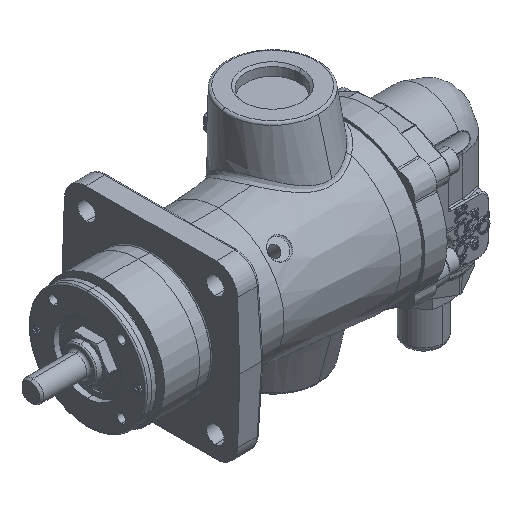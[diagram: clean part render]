
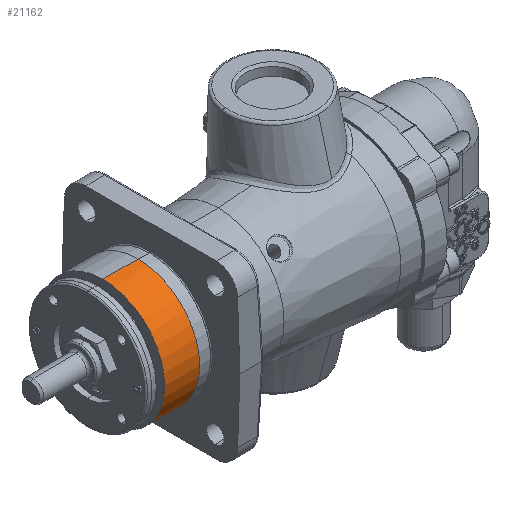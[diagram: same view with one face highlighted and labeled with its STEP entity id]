
A CAD part, isometric view. The second image highlights one B-rep face of the part: STEP entity #21162.
In plain terms, the highlighted cylindrical face has radius 36.5 mm (diameter 73 mm), a partial arc.
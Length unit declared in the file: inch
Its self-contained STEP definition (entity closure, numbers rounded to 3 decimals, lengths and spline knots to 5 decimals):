
#2747 = EDGE_CURVE ( 'NONE', #25457, #15643, #46501, .T. ) ;
#7774 = CARTESIAN_POINT ( 'NONE',  ( -6.3506, 0., 1.437 ) ) ;
#12941 = AXIS2_PLACEMENT_3D ( 'NONE', #25995, #65833, #31715 ) ;
#15643 = VERTEX_POINT ( 'NONE', #40162 ) ;
#15956 = VECTOR ( 'NONE', #47516, 39.37008 ) ;
#21162 = ADVANCED_FACE ( 'NONE', ( #24417 ), #42186, .T. ) ;
#22785 = CIRCLE ( 'NONE', #12941, 1.437 ) ;
#24118 = VERTEX_POINT ( 'NONE', #50149 ) ;
#24417 = FACE_OUTER_BOUND ( 'NONE', #57613, .T. ) ;
#25457 = VERTEX_POINT ( 'NONE', #60464 ) ;
#25995 = CARTESIAN_POINT ( 'NONE',  ( -4.87195, 0., 0. ) ) ;
#27161 = DIRECTION ( 'NONE',  ( 0., 0., 1. ) ) ;
#31715 = DIRECTION ( 'NONE',  ( 0., 0., 1. ) ) ;
#32020 = EDGE_CURVE ( 'NONE', #46070, #15643, #61328, .T. ) ;
#32211 = DIRECTION ( 'NONE',  ( -1., 0., 0. ) ) ;
#32595 = LINE ( 'NONE', #38450, #61040 ) ;
#34525 = EDGE_CURVE ( 'NONE', #24118, #46070, #22785, .T. ) ;
#38349 = DIRECTION ( 'NONE',  ( -1., 0., 0. ) ) ;
#38450 = CARTESIAN_POINT ( 'NONE',  ( -6.3506, 0., -1.437 ) ) ;
#40162 = CARTESIAN_POINT ( 'NONE',  ( -5.69, 0., 1.437 ) ) ;
#40535 = ORIENTED_EDGE ( 'NONE', *, *, #42305, .F. ) ;
#42186 = CYLINDRICAL_SURFACE ( 'NONE', #43740, 1.437 ) ;
#42305 = EDGE_CURVE ( 'NONE', #24118, #25457, #32595, .T. ) ;
#43740 = AXIS2_PLACEMENT_3D ( 'NONE', #60249, #38349, #27161 ) ;
#46070 = VERTEX_POINT ( 'NONE', #47211 ) ;
#46501 = CIRCLE ( 'NONE', #61471, 1.437 ) ;
#47211 = CARTESIAN_POINT ( 'NONE',  ( -4.87195, 0., 1.437 ) ) ;
#47516 = DIRECTION ( 'NONE',  ( -1., 0., 0. ) ) ;
#48333 = ORIENTED_EDGE ( 'NONE', *, *, #32020, .T. ) ;
#50149 = CARTESIAN_POINT ( 'NONE',  ( -4.87195, 0., -1.437 ) ) ;
#55006 = ORIENTED_EDGE ( 'NONE', *, *, #2747, .F. ) ;
#57613 = EDGE_LOOP ( 'NONE', ( #40535, #70532, #48333, #55006 ) ) ;
#60249 = CARTESIAN_POINT ( 'NONE',  ( -6.3506, 0., 0. ) ) ;
#60464 = CARTESIAN_POINT ( 'NONE',  ( -5.69, 0., -1.437 ) ) ;
#61040 = VECTOR ( 'NONE', #66894, 39.37008 ) ;
#61328 = LINE ( 'NONE', #7774, #15956 ) ;
#61471 = AXIS2_PLACEMENT_3D ( 'NONE', #66349, #32211, #72055 ) ;
#65833 = DIRECTION ( 'NONE',  ( -1., 0., 0. ) ) ;
#66349 = CARTESIAN_POINT ( 'NONE',  ( -5.69, 0., 0. ) ) ;
#66894 = DIRECTION ( 'NONE',  ( -1., 0., 0. ) ) ;
#70532 = ORIENTED_EDGE ( 'NONE', *, *, #34525, .T. ) ;
#72055 = DIRECTION ( 'NONE',  ( 0., 0., 1. ) ) ;
